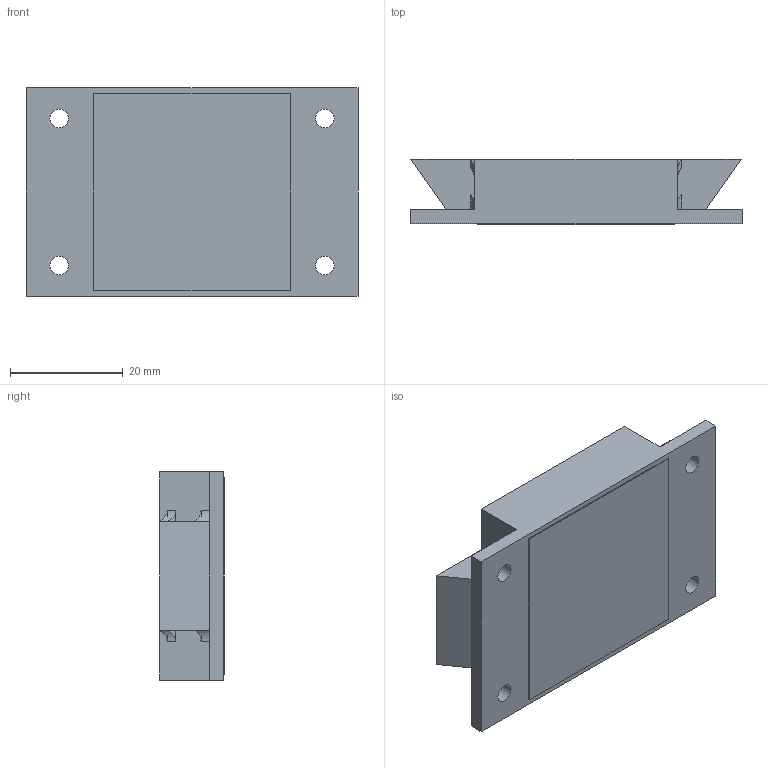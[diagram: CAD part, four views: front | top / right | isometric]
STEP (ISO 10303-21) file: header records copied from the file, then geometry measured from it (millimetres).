
FILE_DESCRIPTION (( 'STEP AP203' ), '1' );
FILE_NAME ('ATS037059011-1139-C1-R0_FUSED.STEP', '2013-07-16T15:35:54', ( 'Christine' ), ( 'Microsoft' ), 'SwSTEP 2.0', 'SolidWorks 2012', '' );
FILE_SCHEMA (( 'CONFIG_CONTROL_DESIGN' ));
Length unit declared in the file: millimetre
Products named in the file (1): ATS037059011-1139-C1-R0_FUSED
Bounding box: 59 x 11.55 x 37 mm (x, y, z)
Volume: 20234.2 mm3; surface area: 6818.9 mm2
Topology: 1 solids, 1 shells, 55 faces, 148 edges, 96 vertices
Faces by surface type: plane 39, cylinder 16
Full cylindrical faces by diameter (mm): 3.3 x4
Entity records: 1779 total; most frequent: CARTESIAN_POINT 352, ORIENTED_EDGE 288, DIRECTION 256, EDGE_CURVE 144, LINE 112, VECTOR 112, VERTEX_POINT 96, AXIS2_PLACEMENT_3D 72
